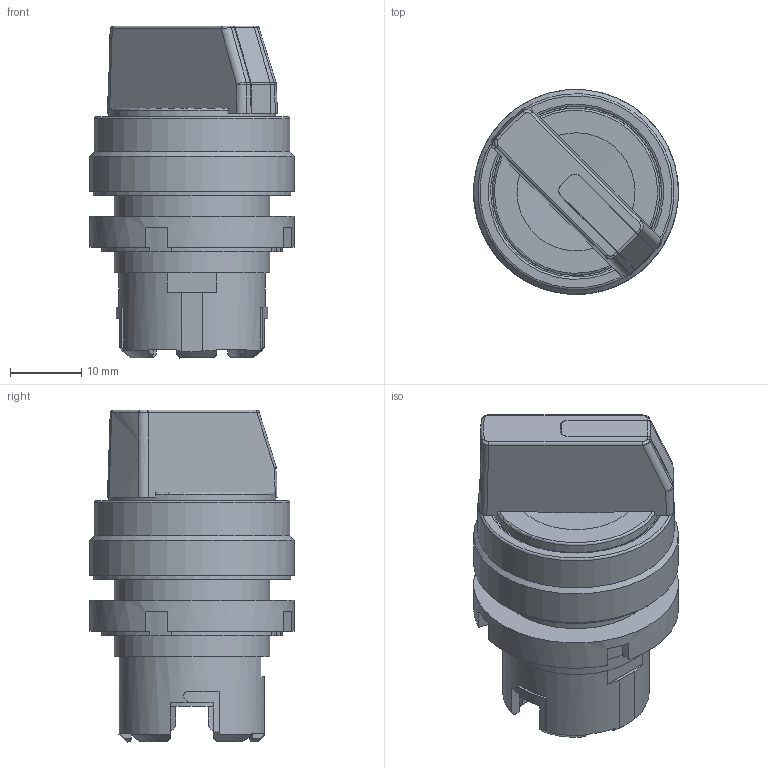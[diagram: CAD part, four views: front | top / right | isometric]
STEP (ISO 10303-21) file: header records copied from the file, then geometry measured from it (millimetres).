
FILE_DESCRIPTION( ( 'Unknown' ), '1' );
FILE_NAME( 'A204F-2Ex-Solid3D-20180706.stp', 'Unknown', ( 'Unknown' ), ( 'Unknown' ), 'XStep 1.0', 'Unknown', ' ' );
FILE_SCHEMA( ( 'automotive_design' ) );
Length unit declared in the file: millimetre
Products named in the file (1): BA20SM1902-A20S指標-20080
Bounding box: 28.8 x 28.8 x 46.65 mm (x, y, z)
Volume: 17728.9 mm3; surface area: 5545.1 mm2
Topology: 1 solids, 1 shells, 206 faces, 567 edges, 370 vertices
Faces by surface type: plane 114, cylinder 64, torus 11, cone 8, bspline 5, sphere 4
Full cylindrical faces by diameter (mm): 21.82 x2, 23.5 x1, 27.6 x1, 27.8 x1, 28.8 x2
Entity records: 8307 total; most frequent: CARTESIAN_POINT 1369, DIRECTION 1138, ORIENTED_EDGE 1100, EDGE_CURVE 550, AXIS2_PLACEMENT_3D 422, VERTEX_POINT 363, LINE 294, VECTOR 294
